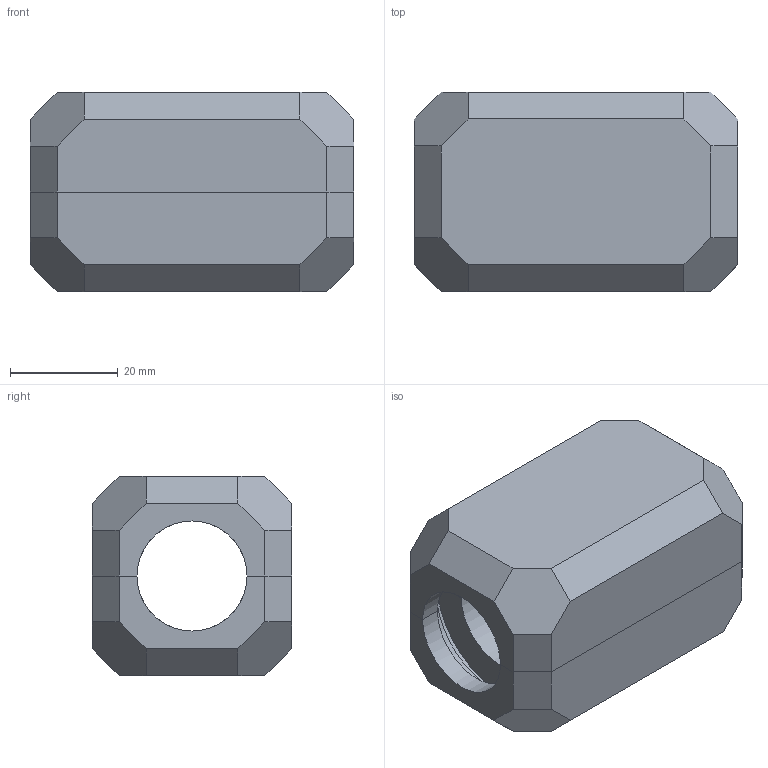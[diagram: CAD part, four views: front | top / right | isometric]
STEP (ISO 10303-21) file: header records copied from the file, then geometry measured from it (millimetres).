
FILE_DESCRIPTION(/* description */ (''),/* implementation_level */ '2;1');
FILE_NAME(/* name */ 'Bogie Freight 920 Wheel Alignment Tool v1.step',/* time_stamp */ '2025-05-30T16:36:21+05:30',/* author */ (''),/* organization */ (''),/* preprocessor_version */ 'ST-DEVELOPER v20.1',/* originating_system */ 'Autodesk Translation Framework v14.10.0.0',/* authorisation */ '');
FILE_SCHEMA (('AUTOMOTIVE_DESIGN { 1 0 10303 214 3 1 1 }'));
Length unit declared in the file: millimetre
Products named in the file (3): Bogie Freight 920 Wheel Alignment Tool; Bogie Freight 920 Wheel Alignment Tool_1; Bogie Freight 920 Wheel Alignment Tool(Mirror)
Assembly tree (2 placements, depth 2):
  Bogie Freight 920 Wheel Alignment Tool
    Bogie Freight 920 Wheel Alignment Tool_1
    Bogie Freight 920 Wheel Alignment Tool(Mirror)
Bounding box: 60 x 37 x 37 mm (x, y, z)
Volume: 50339.6 mm3; surface area: 16701.8 mm2
Topology: 2 solids, 2 shells, 108 faces, 272 edges, 168 vertices
Faces by surface type: plane 74, bspline 16, cylinder 10, cone 8
Entity records: 3557 total; most frequent: CARTESIAN_POINT 1033, ORIENTED_EDGE 544, DIRECTION 446, EDGE_CURVE 272, LINE 180, VECTOR 180, VERTEX_POINT 168, AXIS2_PLACEMENT_3D 133
